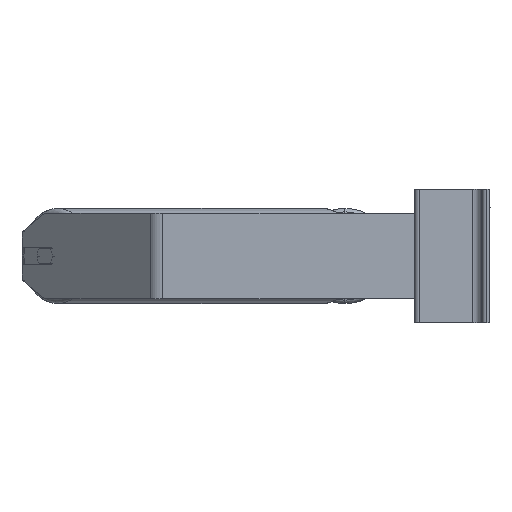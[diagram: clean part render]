
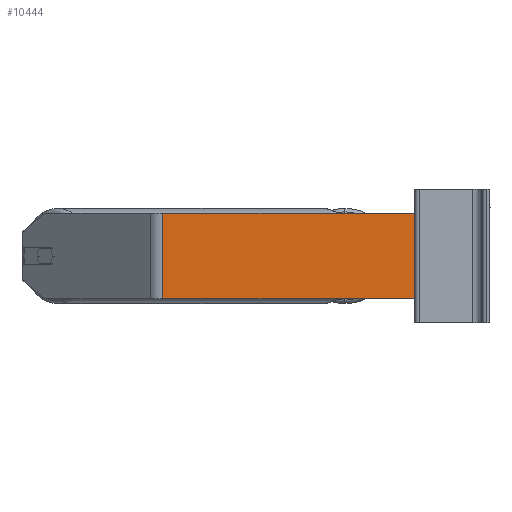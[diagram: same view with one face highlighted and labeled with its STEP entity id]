
A CAD part, left-side view. The second image highlights one B-rep face of the part: STEP entity #10444.
In plain terms, the highlighted planar face has unit normal (-1, 0, 0).
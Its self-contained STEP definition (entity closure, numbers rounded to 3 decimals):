
#298 = CARTESIAN_POINT ( 'NONE',  ( -588., 259.958, 40. ) ) ;
#329 = CARTESIAN_POINT ( 'NONE',  ( -588., 18., 40. ) ) ;
#720 = EDGE_CURVE ( 'NONE', #1265, #4713, #8532, .T. ) ;
#726 = VERTEX_POINT ( 'NONE', #329 ) ;
#750 = ORIENTED_EDGE ( 'NONE', *, *, #9263, .T. ) ;
#1092 = PLANE ( 'NONE',  #5311 ) ;
#1265 = VERTEX_POINT ( 'NONE', #6732 ) ;
#1315 = LINE ( 'NONE', #8954, #1357 ) ;
#1357 = VECTOR ( 'NONE', #4726, 1000. ) ;
#1575 = LINE ( 'NONE', #5468, #2290 ) ;
#2290 = VECTOR ( 'NONE', #3437, 1000. ) ;
#2484 = CARTESIAN_POINT ( 'NONE',  ( -588., 18., 40. ) ) ;
#2504 = CARTESIAN_POINT ( 'NONE',  ( -588., 18., -40. ) ) ;
#2557 = ORIENTED_EDGE ( 'NONE', *, *, #6362, .F. ) ;
#3039 = CARTESIAN_POINT ( 'NONE',  ( -588., 253.33, -40. ) ) ;
#3437 = DIRECTION ( 'NONE',  ( 0., -1., 0. ) ) ;
#3948 = ORIENTED_EDGE ( 'NONE', *, *, #720, .T. ) ;
#4622 = DIRECTION ( 'NONE',  ( 0., 1., 0. ) ) ;
#4713 = VERTEX_POINT ( 'NONE', #3039 ) ;
#4726 = DIRECTION ( 'NONE',  ( 0., -1., 0. ) ) ;
#4784 = EDGE_LOOP ( 'NONE', ( #750, #2557, #4871, #3948 ) ) ;
#4871 = ORIENTED_EDGE ( 'NONE', *, *, #5715, .F. ) ;
#5045 = DIRECTION ( 'NONE',  ( 0., 0., -1. ) ) ;
#5234 = VECTOR ( 'NONE', #6937, 1000. ) ;
#5311 = AXIS2_PLACEMENT_3D ( 'NONE', #298, #10446, #4622 ) ;
#5468 = CARTESIAN_POINT ( 'NONE',  ( -588., 259.958, 40. ) ) ;
#5715 = EDGE_CURVE ( 'NONE', #1265, #726, #1575, .T. ) ;
#6362 = EDGE_CURVE ( 'NONE', #726, #6847, #6710, .T. ) ;
#6710 = LINE ( 'NONE', #2484, #7857 ) ;
#6732 = CARTESIAN_POINT ( 'NONE',  ( -588., 253.33, 40. ) ) ;
#6847 = VERTEX_POINT ( 'NONE', #2504 ) ;
#6937 = DIRECTION ( 'NONE',  ( 0., 0., -1. ) ) ;
#7857 = VECTOR ( 'NONE', #5045, 1000. ) ;
#8532 = LINE ( 'NONE', #8651, #5234 ) ;
#8651 = CARTESIAN_POINT ( 'NONE',  ( -588., 253.33, 40. ) ) ;
#8954 = CARTESIAN_POINT ( 'NONE',  ( -588., 259.958, -40. ) ) ;
#9263 = EDGE_CURVE ( 'NONE', #4713, #6847, #1315, .T. ) ;
#10333 = FACE_OUTER_BOUND ( 'NONE', #4784, .T. ) ;
#10444 = ADVANCED_FACE ( 'NONE', ( #10333 ), #1092, .F. ) ;
#10446 = DIRECTION ( 'NONE',  ( 1., 0., 0. ) ) ;
